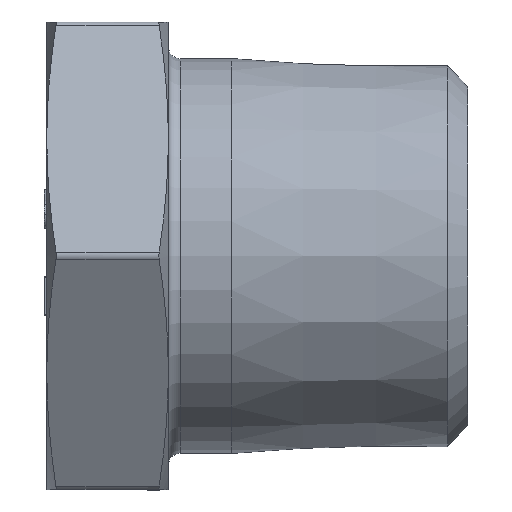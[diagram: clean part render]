
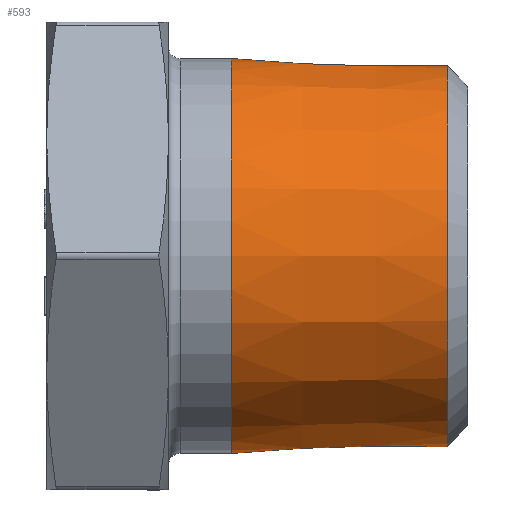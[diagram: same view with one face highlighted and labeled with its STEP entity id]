
A CAD part, top view. The second image highlights one B-rep face of the part: STEP entity #593.
In plain terms, the highlighted conical face has half-angle 1.79 degrees and reference radius 8.446 mm.
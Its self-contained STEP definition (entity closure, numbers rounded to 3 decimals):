
#267 = CONICAL_SURFACE ( 'NONE', #268, 8.446, 0.031 ) ;
#268 = AXIS2_PLACEMENT_3D ( 'NONE', #15020, #15031, #15011 ) ;
#448 = AXIS2_PLACEMENT_3D ( 'NONE', #2441, #2391, #2432 ) ;
#449 = CIRCLE ( 'NONE', #448, 8.446 ) ;
#516 = EDGE_CURVE ( 'NONE', #5548, #5548, #449, .T. ) ;
#593 = ADVANCED_FACE ( 'NONE', ( #15016, #15027 ), #267, .T. ) ;
#884 = EDGE_CURVE ( 'NONE', #5589, #5589, #5063, .T. ) ;
#2391 = DIRECTION ( 'NONE',  ( 1., 0., 0. ) ) ;
#2432 = DIRECTION ( 'NONE',  ( 0., 0., 1. ) ) ;
#2441 = CARTESIAN_POINT ( 'NONE',  ( -1.05, 8.95, 0. ) ) ;
#5000 = AXIS2_PLACEMENT_3D ( 'NONE', #11557, #11570, #11593 ) ;
#5063 = CIRCLE ( 'NONE', #5000, 8.157 ) ;
#5547 = CARTESIAN_POINT ( 'NONE',  ( 8.194, 8.95, 8.157 ) ) ;
#5548 = VERTEX_POINT ( 'NONE', #5557 ) ;
#5557 = CARTESIAN_POINT ( 'NONE',  ( -1.05, 8.95, 8.446 ) ) ;
#5589 = VERTEX_POINT ( 'NONE', #5547 ) ;
#7780 = ORIENTED_EDGE ( 'NONE', *, *, #516, .T. ) ;
#7821 = ORIENTED_EDGE ( 'NONE', *, *, #884, .T. ) ;
#8477 = EDGE_LOOP ( 'NONE', ( #7780 ) ) ;
#8528 = EDGE_LOOP ( 'NONE', ( #7821 ) ) ;
#11557 = CARTESIAN_POINT ( 'NONE',  ( 8.194, 8.95, 0. ) ) ;
#11570 = DIRECTION ( 'NONE',  ( -1., 0., 0. ) ) ;
#11593 = DIRECTION ( 'NONE',  ( 0., 0., 1. ) ) ;
#15011 = DIRECTION ( 'NONE',  ( 0., 0., -1. ) ) ;
#15016 = FACE_BOUND ( 'NONE', #8528, .T. ) ;
#15020 = CARTESIAN_POINT ( 'NONE',  ( -1.05, 8.95, 0. ) ) ;
#15027 = FACE_OUTER_BOUND ( 'NONE', #8477, .T. ) ;
#15031 = DIRECTION ( 'NONE',  ( -1., 0., 0. ) ) ;
